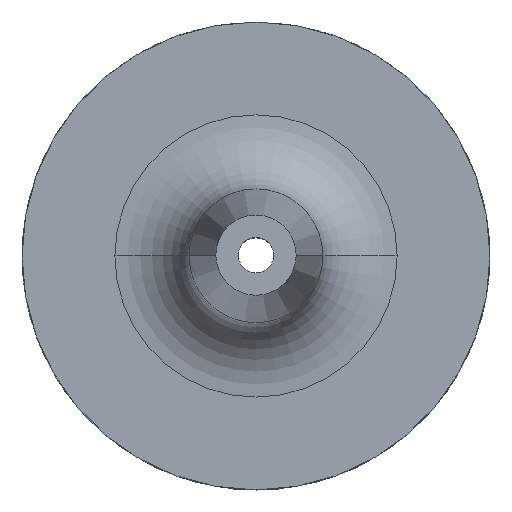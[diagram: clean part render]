
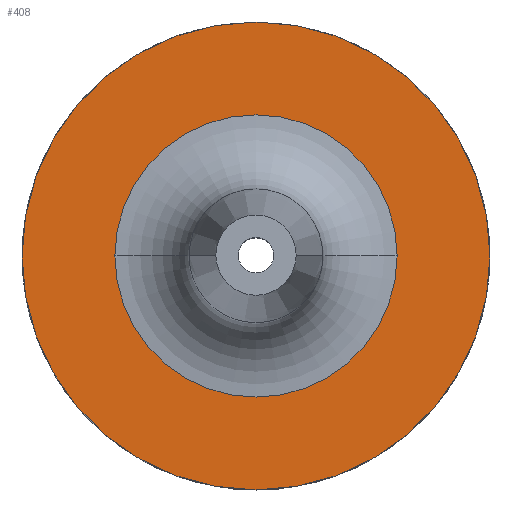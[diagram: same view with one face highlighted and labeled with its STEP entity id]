
A CAD part, top view. The second image highlights one B-rep face of the part: STEP entity #408.
In plain terms, the highlighted planar face has unit normal (0, 0, 1).
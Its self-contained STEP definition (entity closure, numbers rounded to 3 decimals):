
#37 = ORIENTED_EDGE ( 'NONE', *, *, #1210, .F. ) ;
#86 = DIRECTION ( 'NONE',  ( 0., 0., -1. ) ) ;
#161 = DIRECTION ( 'NONE',  ( 0., 0., -1. ) ) ;
#201 = DIRECTION ( 'NONE',  ( 0., 0., -1. ) ) ;
#231 = FACE_BOUND ( 'NONE', #644, .T. ) ;
#258 = PLANE ( 'NONE',  #1514 ) ;
#408 = ADVANCED_FACE ( 'NONE', ( #231, #1243 ), #258, .F. ) ;
#433 = CARTESIAN_POINT ( 'NONE',  ( 19., 0., 27. ) ) ;
#489 = DIRECTION ( 'NONE',  ( -1., 0., 0. ) ) ;
#529 = CIRCLE ( 'NONE', #1610, 31.5 ) ;
#554 = DIRECTION ( 'NONE',  ( 0., 0., -1. ) ) ;
#571 = AXIS2_PLACEMENT_3D ( 'NONE', #972, #201, #595 ) ;
#595 = DIRECTION ( 'NONE',  ( -1., 0., 0. ) ) ;
#644 = EDGE_LOOP ( 'NONE', ( #1160, #779 ) ) ;
#660 = CARTESIAN_POINT ( 'NONE',  ( 0., 0., 27. ) ) ;
#683 = CARTESIAN_POINT ( 'NONE',  ( -31.5, 0., 27. ) ) ;
#692 = DIRECTION ( 'NONE',  ( -1., 0., 0. ) ) ;
#742 = EDGE_CURVE ( 'NONE', #948, #838, #1149, .T. ) ;
#779 = ORIENTED_EDGE ( 'NONE', *, *, #1438, .T. ) ;
#805 = VERTEX_POINT ( 'NONE', #683 ) ;
#816 = EDGE_LOOP ( 'NONE', ( #920, #37 ) ) ;
#838 = VERTEX_POINT ( 'NONE', #433 ) ;
#910 = CARTESIAN_POINT ( 'NONE',  ( -19., 0., 27. ) ) ;
#920 = ORIENTED_EDGE ( 'NONE', *, *, #1042, .F. ) ;
#948 = VERTEX_POINT ( 'NONE', #910 ) ;
#972 = CARTESIAN_POINT ( 'NONE',  ( 0., 0., 27. ) ) ;
#975 = VERTEX_POINT ( 'NONE', #1663 ) ;
#1042 = EDGE_CURVE ( 'NONE', #805, #975, #529, .T. ) ;
#1045 = AXIS2_PLACEMENT_3D ( 'NONE', #1114, #86, #489 ) ;
#1054 = AXIS2_PLACEMENT_3D ( 'NONE', #1200, #554, #692 ) ;
#1114 = CARTESIAN_POINT ( 'NONE',  ( 0., 0., 27. ) ) ;
#1149 = CIRCLE ( 'NONE', #1054, 19. ) ;
#1151 = DIRECTION ( 'NONE',  ( 0., 0., -1. ) ) ;
#1160 = ORIENTED_EDGE ( 'NONE', *, *, #742, .T. ) ;
#1188 = CIRCLE ( 'NONE', #571, 31.5 ) ;
#1193 = DIRECTION ( 'NONE',  ( -1., 0., 0. ) ) ;
#1200 = CARTESIAN_POINT ( 'NONE',  ( 0., 0., 27. ) ) ;
#1210 = EDGE_CURVE ( 'NONE', #975, #805, #1188, .T. ) ;
#1243 = FACE_OUTER_BOUND ( 'NONE', #816, .T. ) ;
#1280 = DIRECTION ( 'NONE',  ( -1., 0., 0. ) ) ;
#1438 = EDGE_CURVE ( 'NONE', #838, #948, #1558, .T. ) ;
#1514 = AXIS2_PLACEMENT_3D ( 'NONE', #660, #1151, #1280 ) ;
#1558 = CIRCLE ( 'NONE', #1045, 19. ) ;
#1575 = CARTESIAN_POINT ( 'NONE',  ( 0., 0., 27. ) ) ;
#1610 = AXIS2_PLACEMENT_3D ( 'NONE', #1575, #161, #1193 ) ;
#1663 = CARTESIAN_POINT ( 'NONE',  ( 31.5, 0., 27. ) ) ;
